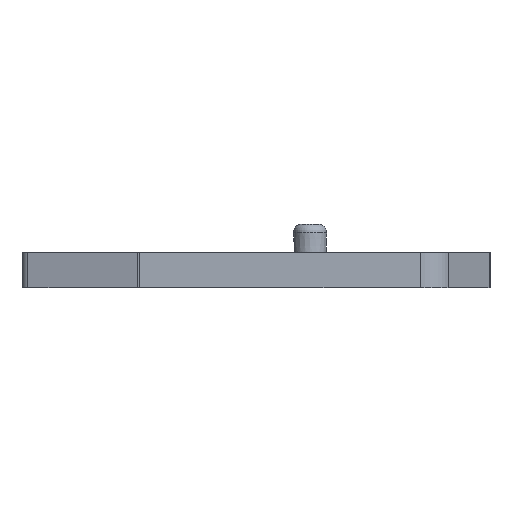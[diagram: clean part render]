
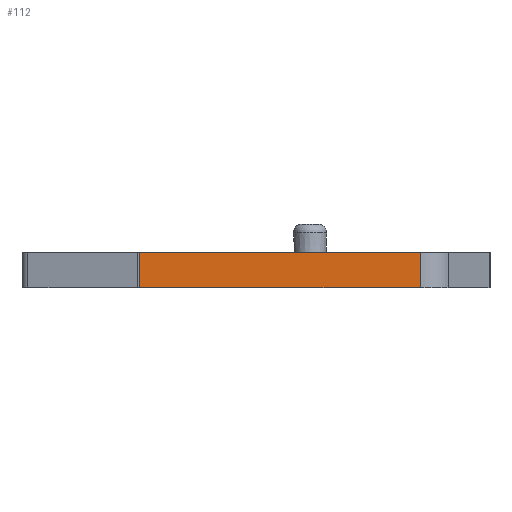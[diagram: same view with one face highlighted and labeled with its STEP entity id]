
A CAD part, left-side view. The second image highlights one B-rep face of the part: STEP entity #112.
In plain terms, the highlighted planar face has unit normal (-1, 0, 0).
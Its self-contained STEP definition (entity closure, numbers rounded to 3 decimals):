
#112 = ADVANCED_FACE( '', ( #254 ), #255, .T. );
#254 = FACE_OUTER_BOUND( '', #535, .T. );
#255 = PLANE( '', #536 );
#535 = EDGE_LOOP( '', ( #893, #894, #895, #896 ) );
#536 = AXIS2_PLACEMENT_3D( '', #897, #898, #899 );
#893 = ORIENTED_EDGE( '', *, *, #1308, .T. );
#894 = ORIENTED_EDGE( '', *, *, #1309, .T. );
#895 = ORIENTED_EDGE( '', *, *, #1268, .F. );
#896 = ORIENTED_EDGE( '', *, *, #1310, .F. );
#897 = CARTESIAN_POINT( '', ( -30.85, 5.019, 0. ) );
#898 = DIRECTION( '', ( -1., 0., 0. ) );
#899 = DIRECTION( '', ( 0., 0., 1. ) );
#1268 = EDGE_CURVE( '', #1479, #1480, #1481, .T. );
#1308 = EDGE_CURVE( '', #1544, #1545, #1546, .T. );
#1309 = EDGE_CURVE( '', #1545, #1480, #1547, .T. );
#1310 = EDGE_CURVE( '', #1544, #1479, #1548, .T. );
#1479 = VERTEX_POINT( '', #1797 );
#1480 = VERTEX_POINT( '', #1798 );
#1481 = LINE( '', #1799, #1800 );
#1544 = VERTEX_POINT( '', #1890 );
#1545 = VERTEX_POINT( '', #1891 );
#1546 = LINE( '', #1892, #1893 );
#1547 = LINE( '', #1894, #1895 );
#1548 = LINE( '', #1896, #1897 );
#1797 = CARTESIAN_POINT( '', ( -30.85, -12.619, 0. ) );
#1798 = CARTESIAN_POINT( '', ( -30.85, -12.619, -2.2 ) );
#1799 = CARTESIAN_POINT( '', ( -30.85, -12.619, 0. ) );
#1800 = VECTOR( '', #2162, 1000. );
#1890 = CARTESIAN_POINT( '', ( -30.85, 5.019, 0. ) );
#1891 = CARTESIAN_POINT( '', ( -30.85, 5.019, -2.2 ) );
#1892 = CARTESIAN_POINT( '', ( -30.85, 5.019, 0. ) );
#1893 = VECTOR( '', #2202, 1000. );
#1894 = CARTESIAN_POINT( '', ( -30.85, 5.019, -2.2 ) );
#1895 = VECTOR( '', #2203, 1000. );
#1896 = CARTESIAN_POINT( '', ( -30.85, 5.019, 0. ) );
#1897 = VECTOR( '', #2204, 1000. );
#2162 = DIRECTION( '', ( 0., 0., -1. ) );
#2202 = DIRECTION( '', ( 0., 0., -1. ) );
#2203 = DIRECTION( '', ( 0., -1., 0. ) );
#2204 = DIRECTION( '', ( 0., -1., 0. ) );
